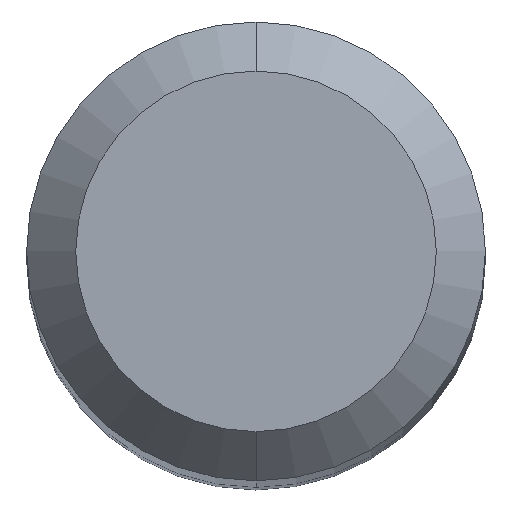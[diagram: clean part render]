
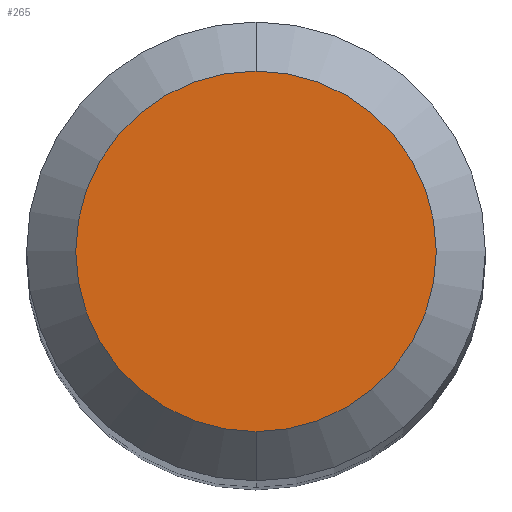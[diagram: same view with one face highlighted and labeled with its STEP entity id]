
A CAD part, top view. The second image highlights one B-rep face of the part: STEP entity #265.
In plain terms, the highlighted planar face has unit normal (0, 0, 1).
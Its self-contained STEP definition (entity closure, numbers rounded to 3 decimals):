
#20 = DIRECTION ( 'NONE',  ( 0., 1., 0. ) ) ;
#43 = AXIS2_PLACEMENT_3D ( 'NONE', #301, #242, #115 ) ;
#47 = PLANE ( 'NONE',  #267 ) ;
#75 = CARTESIAN_POINT ( 'NONE',  ( 0., 0., 66. ) ) ;
#80 = DIRECTION ( 'NONE',  ( 0., 0., -1. ) ) ;
#82 = ORIENTED_EDGE ( 'NONE', *, *, #302, .F. ) ;
#109 = CARTESIAN_POINT ( 'NONE',  ( 0., -2.2, 66. ) ) ;
#115 = DIRECTION ( 'NONE',  ( 0., 1., 0. ) ) ;
#118 = AXIS2_PLACEMENT_3D ( 'NONE', #216, #195, #171 ) ;
#123 = CARTESIAN_POINT ( 'NONE',  ( 0., 2.2, 66. ) ) ;
#171 = DIRECTION ( 'NONE',  ( 0., 1., 0. ) ) ;
#195 = DIRECTION ( 'NONE',  ( 0., 0., -1. ) ) ;
#203 = CIRCLE ( 'NONE', #118, 2.2 ) ;
#216 = CARTESIAN_POINT ( 'NONE',  ( 0., 0., 66. ) ) ;
#225 = EDGE_LOOP ( 'NONE', ( #314, #82 ) ) ;
#229 = VERTEX_POINT ( 'NONE', #123 ) ;
#242 = DIRECTION ( 'NONE',  ( 0., 0., -1. ) ) ;
#262 = EDGE_CURVE ( 'NONE', #229, #282, #203, .T. ) ;
#265 = ADVANCED_FACE ( 'NONE', ( #273 ), #47, .F. ) ;
#267 = AXIS2_PLACEMENT_3D ( 'NONE', #75, #80, #20 ) ;
#273 = FACE_OUTER_BOUND ( 'NONE', #225, .T. ) ;
#282 = VERTEX_POINT ( 'NONE', #109 ) ;
#288 = CIRCLE ( 'NONE', #43, 2.2 ) ;
#301 = CARTESIAN_POINT ( 'NONE',  ( 0., 0., 66. ) ) ;
#302 = EDGE_CURVE ( 'NONE', #282, #229, #288, .T. ) ;
#314 = ORIENTED_EDGE ( 'NONE', *, *, #262, .F. ) ;
